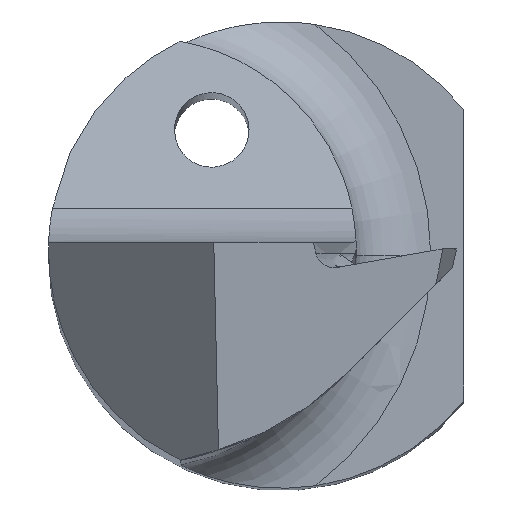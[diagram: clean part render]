
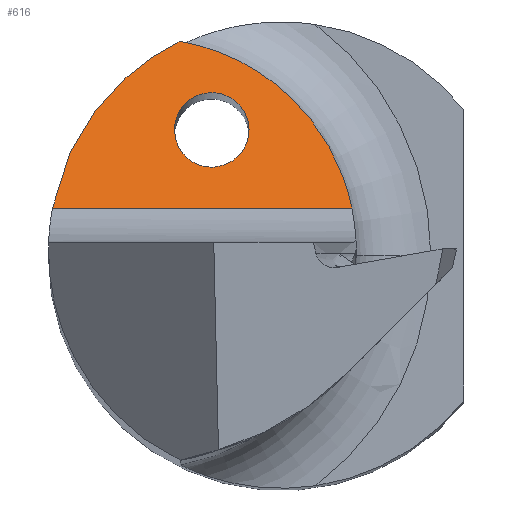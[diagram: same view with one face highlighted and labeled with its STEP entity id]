
A CAD part, top view. The second image highlights one B-rep face of the part: STEP entity #616.
In plain terms, the highlighted planar face has unit normal (0, 0.766, 0.643).
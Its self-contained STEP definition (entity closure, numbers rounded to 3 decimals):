
#8 = CARTESIAN_POINT ( 'NONE',  ( -1.09, 2.25, 39.004 ) ) ;
#47 = DIRECTION ( 'NONE',  ( 0., -0.766, -0.643 ) ) ;
#79 = CARTESIAN_POINT ( 'NONE',  ( -0.35, 1.299, 40.137 ) ) ;
#153 =( BOUNDED_CURVE ( )  B_SPLINE_CURVE ( 3, ( #79, #328, #947, #932 ),
 .UNSPECIFIED., .F., .T. ) 
 B_SPLINE_CURVE_WITH_KNOTS ( ( 4, 4 ),
 ( 4.712, 7.854 ),
 .UNSPECIFIED. ) 
 CURVE ( )  GEOMETRIC_REPRESENTATION_ITEM ( )  RATIONAL_B_SPLINE_CURVE ( ( 1., 0.333, 0.333, 1. ) ) 
 REPRESENTATION_ITEM ( '' )  );
#195 =( BOUNDED_CURVE ( )  B_SPLINE_CURVE ( 3, ( #1305, #855, #338, #748 ),
 .UNSPECIFIED., .F., .T. ) 
 B_SPLINE_CURVE_WITH_KNOTS ( ( 4, 4 ),
 ( 1.571, 4.712 ),
 .UNSPECIFIED. ) 
 CURVE ( )  GEOMETRIC_REPRESENTATION_ITEM ( )  RATIONAL_B_SPLINE_CURVE ( ( 1., 0.333, 0.333, 1. ) ) 
 REPRESENTATION_ITEM ( '' )  );
#219 = CARTESIAN_POINT ( 'NONE',  ( -0.35, 1.299, 40.137 ) ) ;
#274 = LINE ( 'NONE', #1035, #671 ) ;
#280 = VERTEX_POINT ( 'NONE', #683 ) ;
#328 = CARTESIAN_POINT ( 'NONE',  ( -0.35, 2.099, 39.184 ) ) ;
#338 = CARTESIAN_POINT ( 'NONE',  ( -0.35, 0.499, 41.091 ) ) ;
#395 = EDGE_CURVE ( 'NONE', #570, #280, #274, .T. ) ;
#420 = VERTEX_POINT ( 'NONE', #1134 ) ;
#421 = CARTESIAN_POINT ( 'NONE',  ( -2.309, 1.255, 40.19 ) ) ;
#458 = CARTESIAN_POINT ( 'NONE',  ( -2.5, 0.459, 41.138 ) ) ;
#472 = DIRECTION ( 'NONE',  ( 0., 0.643, -0.766 ) ) ;
#477 = FACE_OUTER_BOUND ( 'NONE', #850, .T. ) ;
#568 = EDGE_CURVE ( 'NONE', #851, #960, #195, .T. ) ;
#570 = VERTEX_POINT ( 'NONE', #881 ) ;
#585 = FACE_BOUND ( 'NONE', #875, .T. ) ;
#616 = ADVANCED_FACE ( 'NONE', ( #585, #477 ), #898, .F. ) ;
#659 = CARTESIAN_POINT ( 'NONE',  ( -1.818, 1.897, 39.424 ) ) ;
#671 = VECTOR ( 'NONE', #1240, 1000. ) ;
#683 = CARTESIAN_POINT ( 'NONE',  ( 0.753, 0.459, 41.138 ) ) ;
#713 = ORIENTED_EDGE ( 'NONE', *, *, #395, .T. ) ;
#715 = AXIS2_PLACEMENT_3D ( 'NONE', #458, #47, #472 ) ;
#726 = ORIENTED_EDGE ( 'NONE', *, *, #1178, .F. ) ;
#727 =( BOUNDED_CURVE ( )  B_SPLINE_CURVE ( 3, ( #8, #1258, #869, #1367 ),
 .UNSPECIFIED., .F., .F. ) 
 B_SPLINE_CURVE_WITH_KNOTS ( ( 4, 4 ),
 ( 0.174, 1.368 ),
 .UNSPECIFIED. ) 
 CURVE ( )  GEOMETRIC_REPRESENTATION_ITEM ( )  RATIONAL_B_SPLINE_CURVE ( ( 1., 0.885, 0.885, 1. ) ) 
 REPRESENTATION_ITEM ( '' )  );
#748 = CARTESIAN_POINT ( 'NONE',  ( -0.35, 1.299, 40.137 ) ) ;
#823 = ORIENTED_EDGE ( 'NONE', *, *, #902, .F. ) ;
#850 = EDGE_LOOP ( 'NONE', ( #713, #1263, #823 ) ) ;
#851 = VERTEX_POINT ( 'NONE', #1057 ) ;
#855 = CARTESIAN_POINT ( 'NONE',  ( -1.15, 0.499, 41.091 ) ) ;
#869 = CARTESIAN_POINT ( 'NONE',  ( 0.559, 1.408, 40.008 ) ) ;
#875 = EDGE_LOOP ( 'NONE', ( #904, #726 ) ) ;
#881 = CARTESIAN_POINT ( 'NONE',  ( -2.457, 0.459, 41.138 ) ) ;
#898 = PLANE ( 'NONE',  #715 ) ;
#902 = EDGE_CURVE ( 'NONE', #570, #420, #1356, .T. ) ;
#904 = ORIENTED_EDGE ( 'NONE', *, *, #568, .F. ) ;
#932 = CARTESIAN_POINT ( 'NONE',  ( -1.15, 1.299, 40.137 ) ) ;
#947 = CARTESIAN_POINT ( 'NONE',  ( -1.15, 2.099, 39.184 ) ) ;
#960 = VERTEX_POINT ( 'NONE', #219 ) ;
#974 = CARTESIAN_POINT ( 'NONE',  ( -1.09, 2.25, 39.004 ) ) ;
#1035 = CARTESIAN_POINT ( 'NONE',  ( -2.5, 0.459, 41.138 ) ) ;
#1057 = CARTESIAN_POINT ( 'NONE',  ( -1.15, 1.299, 40.137 ) ) ;
#1084 = CARTESIAN_POINT ( 'NONE',  ( -2.457, 0.459, 41.138 ) ) ;
#1134 = CARTESIAN_POINT ( 'NONE',  ( -1.09, 2.25, 39.004 ) ) ;
#1155 = EDGE_CURVE ( 'NONE', #420, #280, #727, .T. ) ;
#1178 = EDGE_CURVE ( 'NONE', #960, #851, #153, .T. ) ;
#1240 = DIRECTION ( 'NONE',  ( 1., 0., 0. ) ) ;
#1258 = CARTESIAN_POINT ( 'NONE',  ( -0.136, 2.083, 39.203 ) ) ;
#1263 = ORIENTED_EDGE ( 'NONE', *, *, #1155, .F. ) ;
#1305 = CARTESIAN_POINT ( 'NONE',  ( -1.15, 1.299, 40.137 ) ) ;
#1356 =( BOUNDED_CURVE ( )  B_SPLINE_CURVE ( 3, ( #1084, #421, #659, #974 ),
 .UNSPECIFIED., .F., .F. ) 
 B_SPLINE_CURVE_WITH_KNOTS ( ( 4, 4 ),
 ( 4.897, 5.832 ),
 .UNSPECIFIED. ) 
 CURVE ( )  GEOMETRIC_REPRESENTATION_ITEM ( )  RATIONAL_B_SPLINE_CURVE ( ( 1., 0.928, 0.928, 1. ) ) 
 REPRESENTATION_ITEM ( '' )  );
#1367 = CARTESIAN_POINT ( 'NONE',  ( 0.753, 0.459, 41.138 ) ) ;
